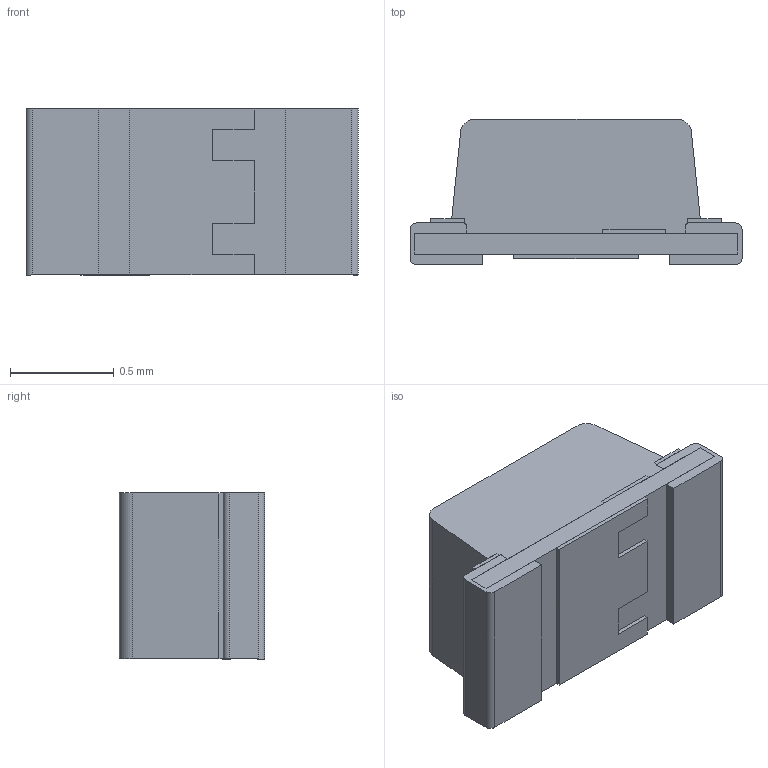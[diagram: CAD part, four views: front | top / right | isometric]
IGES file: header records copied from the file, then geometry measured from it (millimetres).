
Start section: Elysium IGES Interface
Global section: file name: 1111C.igs; native system: SolidDesigner 16.00A  16-Aug-2008; preprocessor: CoCreate IGES_3D V2.2; author: Unknown; organization: Unknown; date: 20100903.144437; units: millimetre
Bounding box: 1.6 x 0.7 x 0.8 mm (x, y, z)
Volume: 0.9 mm3; surface area: 20.2 mm2
Topology: 17 solids, 17 shells, 337 faces, 872 edges, 618 vertices
Faces by surface type: bspline 337
